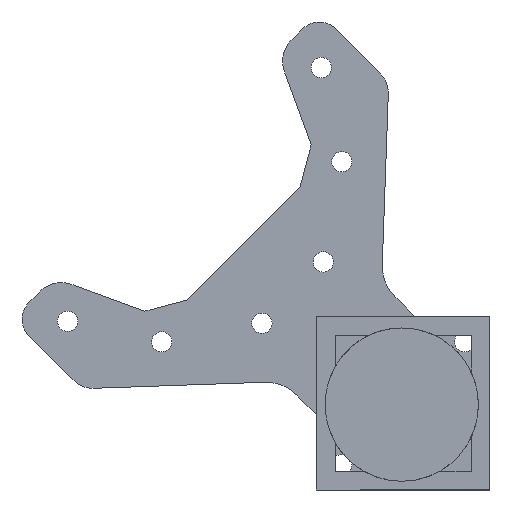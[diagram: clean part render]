
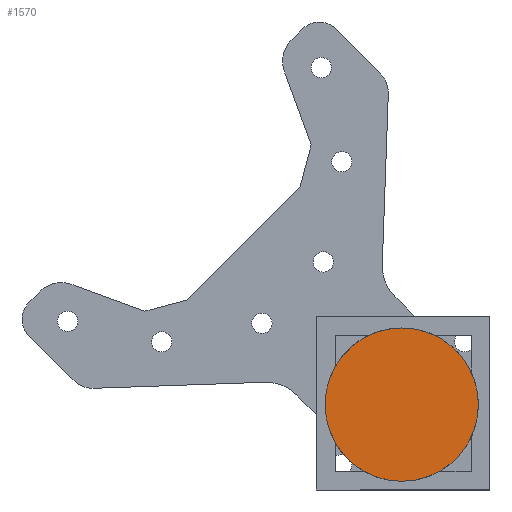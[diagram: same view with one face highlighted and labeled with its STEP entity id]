
A CAD part, front view. The second image highlights one B-rep face of the part: STEP entity #1570.
In plain terms, the highlighted planar face has unit normal (0, -1, 0).
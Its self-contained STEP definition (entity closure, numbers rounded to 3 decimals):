
#191 = DIRECTION ( 'NONE',  ( 0., -1., 0. ) ) ;
#488 = DIRECTION ( 'NONE',  ( 0., -1., 0. ) ) ;
#550 = VERTEX_POINT ( 'NONE', #2064 ) ;
#621 = CIRCLE ( 'NONE', #4126, 26.5 ) ;
#667 = CARTESIAN_POINT ( 'NONE',  ( -0.5, -15., -0.5 ) ) ;
#857 = CARTESIAN_POINT ( 'NONE',  ( -0.5, -15., -0.5 ) ) ;
#1103 = CIRCLE ( 'NONE', #3447, 26.5 ) ;
#1275 = CARTESIAN_POINT ( 'NONE',  ( -0.5, -15., -0.5 ) ) ;
#1447 = ORIENTED_EDGE ( 'NONE', *, *, #3331, .T. ) ;
#1570 = ADVANCED_FACE ( 'NONE', ( #3742 ), #3062, .T. ) ;
#1813 = EDGE_LOOP ( 'NONE', ( #1447, #2864 ) ) ;
#1974 = DIRECTION ( 'NONE',  ( 0., -1., 0. ) ) ;
#2058 = CARTESIAN_POINT ( 'NONE',  ( -27., -15., -0.5 ) ) ;
#2064 = CARTESIAN_POINT ( 'NONE',  ( 26., -15., -0.5 ) ) ;
#2172 = DIRECTION ( 'NONE',  ( 1., 0., 0. ) ) ;
#2641 = DIRECTION ( 'NONE',  ( 1., 0., 0. ) ) ;
#2864 = ORIENTED_EDGE ( 'NONE', *, *, #3772, .T. ) ;
#2938 = VERTEX_POINT ( 'NONE', #2058 ) ;
#3062 = PLANE ( 'NONE',  #3945 ) ;
#3331 = EDGE_CURVE ( 'NONE', #2938, #550, #1103, .T. ) ;
#3447 = AXIS2_PLACEMENT_3D ( 'NONE', #1275, #191, #2172 ) ;
#3742 = FACE_OUTER_BOUND ( 'NONE', #1813, .T. ) ;
#3772 = EDGE_CURVE ( 'NONE', #550, #2938, #621, .T. ) ;
#3945 = AXIS2_PLACEMENT_3D ( 'NONE', #857, #488, #4084 ) ;
#4084 = DIRECTION ( 'NONE',  ( 1., 0., 0. ) ) ;
#4126 = AXIS2_PLACEMENT_3D ( 'NONE', #667, #1974, #2641 ) ;
